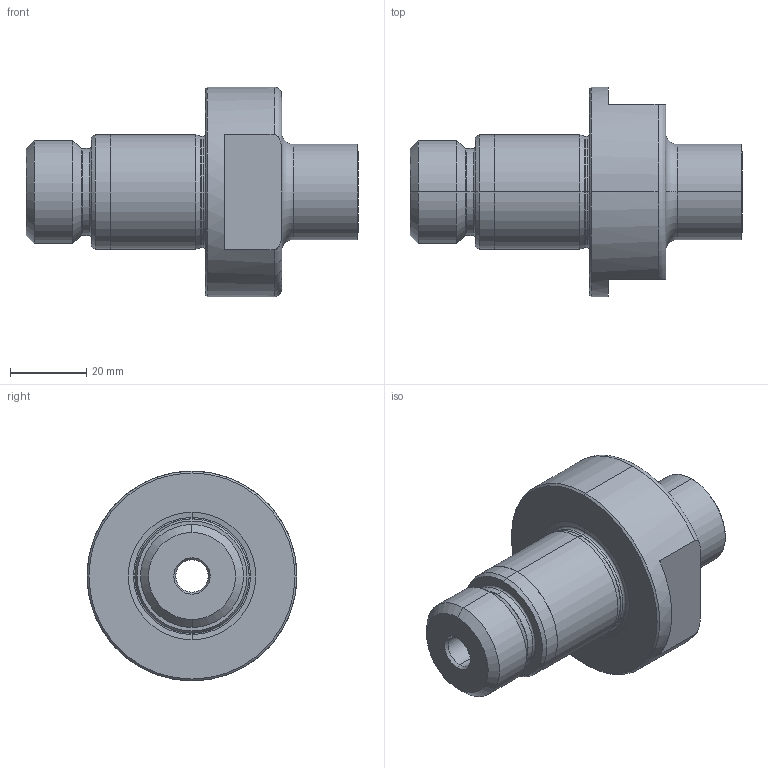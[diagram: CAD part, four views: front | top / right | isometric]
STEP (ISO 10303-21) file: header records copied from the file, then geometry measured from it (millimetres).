
FILE_DESCRIPTION (( 'STEP AP203' ), '1' );
FILE_NAME ('120.550.251C.STEP', '2018-03-13T15:32:25', ( 'SWIAdmin' ), ( 'Hewlett-Packard Company' ), 'SwSTEP 2.0', 'SolidWorks 2017', '' );
FILE_SCHEMA (( 'CONFIG_CONTROL_DESIGN' ));
Length unit declared in the file: millimetre
Products named in the file (1): 120.550.251C
Bounding box: 87 x 55 x 55 mm (x, y, z)
Volume: 77767.1 mm3; surface area: 16281.2 mm2
Topology: 1 solids, 1 shells, 77 faces, 160 edges, 91 vertices
Faces by surface type: cone 26, cylinder 22, torus 17, plane 12
Entity records: 2173 total; most frequent: DIRECTION 412, CARTESIAN_POINT 391, ORIENTED_EDGE 320, AXIS2_PLACEMENT_3D 178, EDGE_CURVE 160, CIRCLE 100, VERTEX_POINT 91, EDGE_LOOP 85
